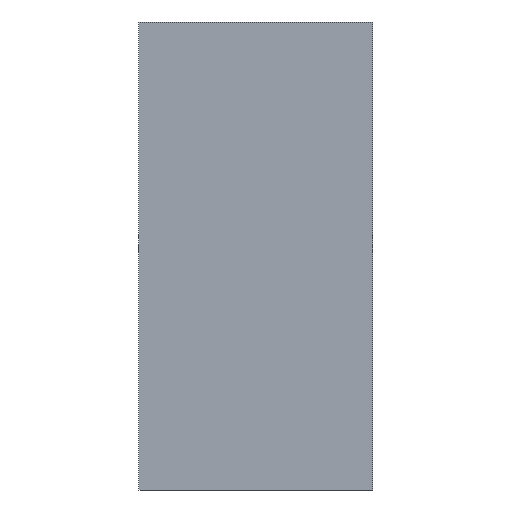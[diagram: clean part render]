
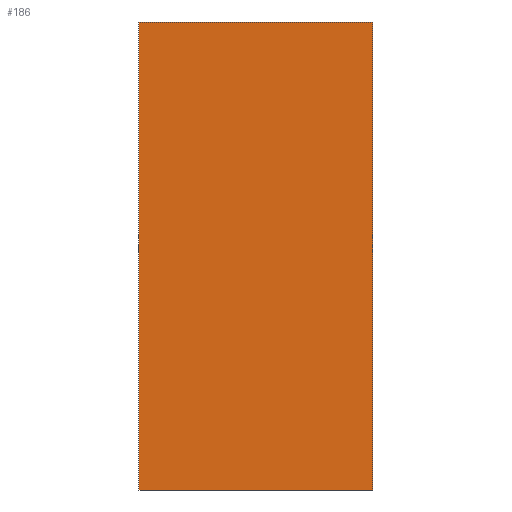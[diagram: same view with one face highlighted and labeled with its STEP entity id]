
A CAD part, front view. The second image highlights one B-rep face of the part: STEP entity #186.
In plain terms, the highlighted planar face has unit normal (0, -1, 0).
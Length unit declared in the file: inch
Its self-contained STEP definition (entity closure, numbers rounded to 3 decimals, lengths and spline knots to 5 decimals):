
#12 = VECTOR ( 'NONE', #107, 39.37008 ) ;
#58 = DIRECTION ( 'NONE',  ( 0., 0., 1. ) ) ;
#59 = CARTESIAN_POINT ( 'NONE',  ( 0., 0., 0. ) ) ;
#60 = LINE ( 'NONE', #59, #156 ) ;
#64 = DIRECTION ( 'NONE',  ( 0., 0., -1. ) ) ;
#65 = DIRECTION ( 'NONE',  ( 0., -1., 0. ) ) ;
#66 = CARTESIAN_POINT ( 'NONE',  ( 0., 0., 0. ) ) ;
#67 = DIRECTION ( 'NONE',  ( -1., 0., 0. ) ) ;
#68 = CARTESIAN_POINT ( 'NONE',  ( 0., 0., -1. ) ) ;
#69 = LINE ( 'NONE', #68, #160 ) ;
#75 = PLANE ( 'NONE',  #159 ) ;
#91 = DIRECTION ( 'NONE',  ( 0., 0., -1. ) ) ;
#92 = CARTESIAN_POINT ( 'NONE',  ( 0.5, 0., -1. ) ) ;
#93 = LINE ( 'NONE', #92, #163 ) ;
#107 = DIRECTION ( 'NONE',  ( 1., 0., 0. ) ) ;
#108 = CARTESIAN_POINT ( 'NONE',  ( 0.5, 0., 0. ) ) ;
#109 = LINE ( 'NONE', #108, #12 ) ;
#115 = CARTESIAN_POINT ( 'NONE',  ( 0., 0., -1. ) ) ;
#117 = CARTESIAN_POINT ( 'NONE',  ( 0.5, 0., -1. ) ) ;
#119 = CARTESIAN_POINT ( 'NONE',  ( 0.5, 0., 0. ) ) ;
#120 = CARTESIAN_POINT ( 'NONE',  ( 0., 0., 0. ) ) ;
#134 = EDGE_LOOP ( 'NONE', ( #204, #148, #150, #205 ) ) ;
#136 = VERTEX_POINT ( 'NONE', #120 ) ;
#137 = VERTEX_POINT ( 'NONE', #119 ) ;
#139 = VERTEX_POINT ( 'NONE', #117 ) ;
#142 = VERTEX_POINT ( 'NONE', #115 ) ;
#148 = ORIENTED_EDGE ( 'NONE', *, *, #188, .F. ) ;
#150 = ORIENTED_EDGE ( 'NONE', *, *, #185, .F. ) ;
#155 = FACE_OUTER_BOUND ( 'NONE', #134, .T. ) ;
#156 = VECTOR ( 'NONE', #58, 39.37008 ) ;
#159 = AXIS2_PLACEMENT_3D ( 'NONE', #66, #65, #64 ) ;
#160 = VECTOR ( 'NONE', #67, 39.37008 ) ;
#163 = VECTOR ( 'NONE', #91, 39.37008 ) ;
#172 = EDGE_CURVE ( 'NONE', #136, #137, #109, .T. ) ;
#178 = EDGE_CURVE ( 'NONE', #137, #139, #93, .T. ) ;
#185 = EDGE_CURVE ( 'NONE', #139, #142, #69, .T. ) ;
#186 = ADVANCED_FACE ( 'NONE', ( #155 ), #75, .T. ) ;
#188 = EDGE_CURVE ( 'NONE', #142, #136, #60, .T. ) ;
#204 = ORIENTED_EDGE ( 'NONE', *, *, #172, .F. ) ;
#205 = ORIENTED_EDGE ( 'NONE', *, *, #178, .F. ) ;
